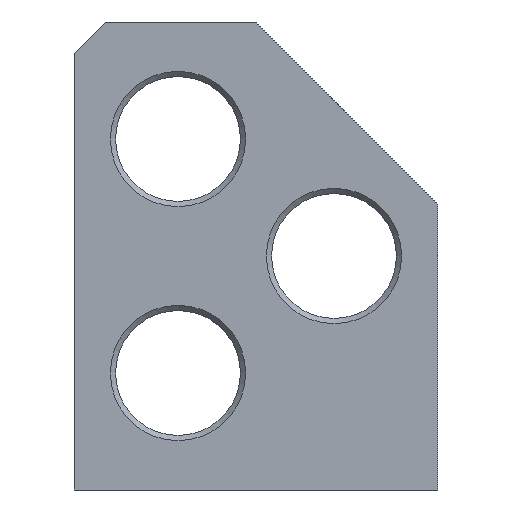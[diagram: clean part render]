
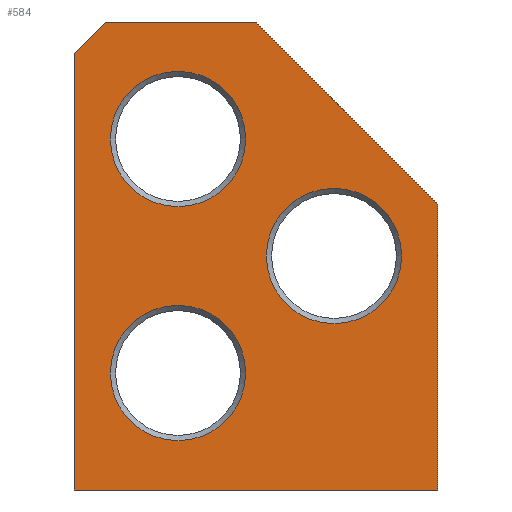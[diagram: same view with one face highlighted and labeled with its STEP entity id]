
A CAD part, front view. The second image highlights one B-rep face of the part: STEP entity #584.
In plain terms, the highlighted planar face has unit normal (0, -1, 0).
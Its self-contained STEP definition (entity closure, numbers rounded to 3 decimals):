
#26=FACE_BOUND('',#104,.T.);
#27=FACE_BOUND('',#105,.T.);
#28=FACE_BOUND('',#106,.T.);
#38=PLANE('',#647);
#65=FACE_OUTER_BOUND('',#103,.T.);
#103=EDGE_LOOP('',(#474,#475,#476,#477,#478,#479));
#104=EDGE_LOOP('',(#480));
#105=EDGE_LOOP('',(#481));
#106=EDGE_LOOP('',(#482));
#143=CIRCLE('',#646,6.5);
#144=CIRCLE('',#648,6.5);
#145=CIRCLE('',#649,6.5);
#185=LINE('',#950,#242);
#186=LINE('',#952,#243);
#187=LINE('',#954,#244);
#188=LINE('',#956,#245);
#189=LINE('',#958,#246);
#190=LINE('',#959,#247);
#242=VECTOR('',#770,10.);
#243=VECTOR('',#771,10.);
#244=VECTOR('',#772,10.);
#245=VECTOR('',#773,10.);
#246=VECTOR('',#774,10.);
#247=VECTOR('',#775,10.);
#303=VERTEX_POINT('',#944);
#304=VERTEX_POINT('',#948);
#305=VERTEX_POINT('',#949);
#306=VERTEX_POINT('',#951);
#307=VERTEX_POINT('',#953);
#308=VERTEX_POINT('',#955);
#309=VERTEX_POINT('',#957);
#310=VERTEX_POINT('',#960);
#311=VERTEX_POINT('',#962);
#367=EDGE_CURVE('',#303,#303,#143,.T.);
#369=EDGE_CURVE('',#304,#305,#185,.T.);
#370=EDGE_CURVE('',#306,#304,#186,.T.);
#371=EDGE_CURVE('',#307,#306,#187,.T.);
#372=EDGE_CURVE('',#308,#307,#188,.T.);
#373=EDGE_CURVE('',#309,#308,#189,.T.);
#374=EDGE_CURVE('',#305,#309,#190,.T.);
#375=EDGE_CURVE('',#310,#310,#144,.T.);
#376=EDGE_CURVE('',#311,#311,#145,.T.);
#474=ORIENTED_EDGE('',*,*,#369,.F.);
#475=ORIENTED_EDGE('',*,*,#370,.F.);
#476=ORIENTED_EDGE('',*,*,#371,.F.);
#477=ORIENTED_EDGE('',*,*,#372,.F.);
#478=ORIENTED_EDGE('',*,*,#373,.F.);
#479=ORIENTED_EDGE('',*,*,#374,.F.);
#480=ORIENTED_EDGE('',*,*,#375,.F.);
#481=ORIENTED_EDGE('',*,*,#376,.F.);
#482=ORIENTED_EDGE('',*,*,#367,.F.);
#584=ADVANCED_FACE('',(#65,#26,#27,#28),#38,.T.);
#646=AXIS2_PLACEMENT_3D('',#945,#765,#766);
#647=AXIS2_PLACEMENT_3D('',#947,#768,#769);
#648=AXIS2_PLACEMENT_3D('',#961,#776,#777);
#649=AXIS2_PLACEMENT_3D('',#963,#778,#779);
#765=DIRECTION('center_axis',(0.,-1.,0.));
#766=DIRECTION('ref_axis',(1.,0.,0.));
#768=DIRECTION('center_axis',(0.,-1.,0.));
#769=DIRECTION('ref_axis',(1.,0.,0.));
#770=DIRECTION('',(0.707,0.,0.707));
#771=DIRECTION('',(0.,0.,1.));
#772=DIRECTION('',(-1.,0.,0.));
#773=DIRECTION('',(0.,0.,-1.));
#774=DIRECTION('',(0.707,0.,-0.707));
#775=DIRECTION('',(1.,0.,0.));
#776=DIRECTION('center_axis',(0.,-1.,0.));
#777=DIRECTION('ref_axis',(1.,0.,0.));
#778=DIRECTION('center_axis',(0.,-1.,0.));
#779=DIRECTION('ref_axis',(1.,0.,0.));
#944=CARTESIAN_POINT('',(-21.5,17.,63.75));
#945=CARTESIAN_POINT('Origin',(-15.,17.,63.75));
#947=CARTESIAN_POINT('Origin',(-7.5,17.,52.5));
#948=CARTESIAN_POINT('',(-25.,17.,72.));
#949=CARTESIAN_POINT('',(-22.,17.,75.));
#950=CARTESIAN_POINT('',(-24.75,17.,72.25));
#951=CARTESIAN_POINT('',(-25.,17.,30.));
#952=CARTESIAN_POINT('',(-25.,17.,30.));
#953=CARTESIAN_POINT('',(10.,17.,30.));
#954=CARTESIAN_POINT('',(10.,17.,30.));
#955=CARTESIAN_POINT('',(10.,17.,57.5));
#956=CARTESIAN_POINT('',(10.,17.,75.));
#957=CARTESIAN_POINT('',(-7.5,17.,75.));
#958=CARTESIAN_POINT('',(-7.5,17.,75.));
#959=CARTESIAN_POINT('',(-25.,17.,75.));
#960=CARTESIAN_POINT('',(-6.5,17.,52.5));
#961=CARTESIAN_POINT('Origin',(0.,17.,52.5));
#962=CARTESIAN_POINT('',(-21.5,17.,41.25));
#963=CARTESIAN_POINT('Origin',(-15.,17.,41.25));
